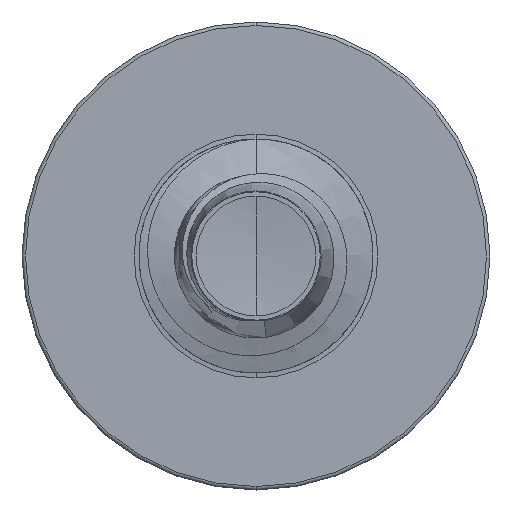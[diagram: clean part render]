
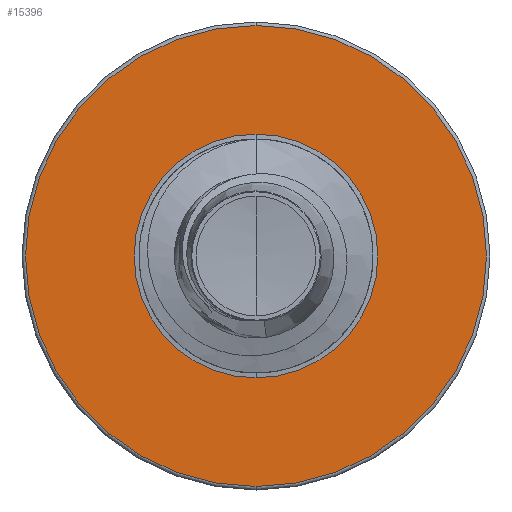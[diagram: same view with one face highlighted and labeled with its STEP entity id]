
A CAD part, front view. The second image highlights one B-rep face of the part: STEP entity #15396.
In plain terms, the highlighted planar face has unit normal (0, -1, 0).
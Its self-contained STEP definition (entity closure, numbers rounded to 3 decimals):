
#323 = CARTESIAN_POINT ( 'NONE',  ( 0., 12.5, 0. ) ) ;
#2661 = DIRECTION ( 'NONE',  ( 0., 0., 1. ) ) ;
#2879 = VERTEX_POINT ( 'NONE', #13112 ) ;
#3045 = DIRECTION ( 'NONE',  ( 0., 1., 0. ) ) ;
#3727 = VERTEX_POINT ( 'NONE', #18125 ) ;
#4196 = DIRECTION ( 'NONE',  ( 0., 1., 0. ) ) ;
#5140 = CARTESIAN_POINT ( 'NONE',  ( 0., 12.5, 0. ) ) ;
#7207 = DIRECTION ( 'NONE',  ( 0., 0., 1. ) ) ;
#8163 = DIRECTION ( 'NONE',  ( 0., 1., 0. ) ) ;
#8324 = AXIS2_PLACEMENT_3D ( 'NONE', #16462, #3045, #15449 ) ;
#9278 = CARTESIAN_POINT ( 'NONE',  ( 0., 12.5, -2.955 ) ) ;
#10010 = AXIS2_PLACEMENT_3D ( 'NONE', #16969, #8163, #18151 ) ;
#10125 = FACE_OUTER_BOUND ( 'NONE', #20057, .T. ) ;
#11694 = CIRCLE ( 'NONE', #10010, 1.562 ) ;
#13112 = CARTESIAN_POINT ( 'NONE',  ( 0., 12.5, 1.562 ) ) ;
#13892 = DIRECTION ( 'NONE',  ( 0., 1., 0. ) ) ;
#13968 = EDGE_CURVE ( 'NONE', #17762, #17200, #19585, .T. ) ;
#14074 = PLANE ( 'NONE',  #8324 ) ;
#14247 = CARTESIAN_POINT ( 'NONE',  ( 0., 12.5, 2.955 ) ) ;
#14336 = AXIS2_PLACEMENT_3D ( 'NONE', #14823, #4196, #15967 ) ;
#14634 = AXIS2_PLACEMENT_3D ( 'NONE', #5140, #16441, #7207 ) ;
#14658 = EDGE_CURVE ( 'NONE', #3727, #2879, #11694, .T. ) ;
#14823 = CARTESIAN_POINT ( 'NONE',  ( 0., 12.5, 0. ) ) ;
#14874 = EDGE_CURVE ( 'NONE', #2879, #3727, #18170, .T. ) ;
#15396 = ADVANCED_FACE ( 'NONE', ( #10125, #17066 ), #14074, .F. ) ;
#15449 = DIRECTION ( 'NONE',  ( 0., 0., 1. ) ) ;
#15707 = CIRCLE ( 'NONE', #19115, 2.955 ) ;
#15967 = DIRECTION ( 'NONE',  ( 0., 0., 1. ) ) ;
#16441 = DIRECTION ( 'NONE',  ( 0., 1., 0. ) ) ;
#16462 = CARTESIAN_POINT ( 'NONE',  ( 0., 12.5, -1.562 ) ) ;
#16850 = ORIENTED_EDGE ( 'NONE', *, *, #14658, .T. ) ;
#16969 = CARTESIAN_POINT ( 'NONE',  ( 0., 12.5, 0. ) ) ;
#17066 = FACE_BOUND ( 'NONE', #18445, .T. ) ;
#17200 = VERTEX_POINT ( 'NONE', #14247 ) ;
#17317 = ORIENTED_EDGE ( 'NONE', *, *, #14874, .T. ) ;
#17438 = ORIENTED_EDGE ( 'NONE', *, *, #13968, .F. ) ;
#17557 = ORIENTED_EDGE ( 'NONE', *, *, #18789, .F. ) ;
#17762 = VERTEX_POINT ( 'NONE', #9278 ) ;
#18125 = CARTESIAN_POINT ( 'NONE',  ( 0., 12.5, -1.562 ) ) ;
#18151 = DIRECTION ( 'NONE',  ( 0., 0., 1. ) ) ;
#18170 = CIRCLE ( 'NONE', #14336, 1.562 ) ;
#18445 = EDGE_LOOP ( 'NONE', ( #17317, #16850 ) ) ;
#18789 = EDGE_CURVE ( 'NONE', #17200, #17762, #15707, .T. ) ;
#19115 = AXIS2_PLACEMENT_3D ( 'NONE', #323, #13892, #2661 ) ;
#19585 = CIRCLE ( 'NONE', #14634, 2.955 ) ;
#20057 = EDGE_LOOP ( 'NONE', ( #17557, #17438 ) ) ;
